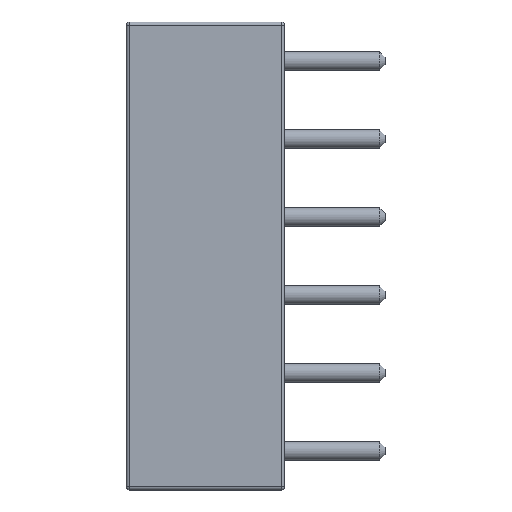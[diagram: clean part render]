
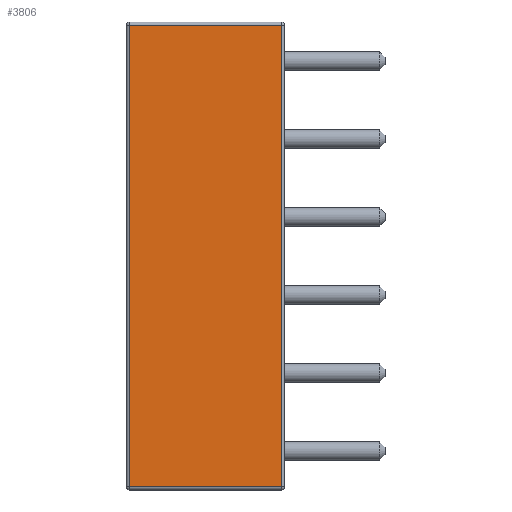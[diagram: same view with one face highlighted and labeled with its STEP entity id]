
A CAD part, left-side view. The second image highlights one B-rep face of the part: STEP entity #3806.
In plain terms, the highlighted planar face has unit normal (-1, 0, 0).
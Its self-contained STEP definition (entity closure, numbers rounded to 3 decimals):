
#199=PLANE('',#4126);
#415=FACE_OUTER_BOUND('',#651,.T.);
#651=EDGE_LOOP('',(#2987,#2988,#2989,#2990));
#833=LINE('',#5516,#1185);
#961=LINE('',#6156,#1313);
#963=LINE('',#6159,#1315);
#967=LINE('',#6166,#1319);
#1185=VECTOR('',#4370,10.);
#1313=VECTOR('',#4808,10.);
#1315=VECTOR('',#4812,10.);
#1319=VECTOR('',#4822,10.);
#1702=VERTEX_POINT('',#5510);
#1704=VERTEX_POINT('',#5514);
#1850=VERTEX_POINT('',#6134);
#1855=VERTEX_POINT('',#6149);
#2049=EDGE_CURVE('',#1704,#1702,#833,.T.);
#2278=EDGE_CURVE('',#1850,#1855,#961,.T.);
#2280=EDGE_CURVE('',#1855,#1704,#963,.T.);
#2284=EDGE_CURVE('',#1702,#1850,#967,.T.);
#2987=ORIENTED_EDGE('',*,*,#2049,.F.);
#2988=ORIENTED_EDGE('',*,*,#2280,.F.);
#2989=ORIENTED_EDGE('',*,*,#2278,.F.);
#2990=ORIENTED_EDGE('',*,*,#2284,.F.);
#3806=ADVANCED_FACE('',(#415),#199,.F.);
#4126=AXIS2_PLACEMENT_3D('',#6175,#4835,#4836);
#4370=DIRECTION('',(0.,1.,0.));
#4808=DIRECTION('',(0.,-1.,0.));
#4812=DIRECTION('',(0.,0.,-1.));
#4822=DIRECTION('',(0.,0.,1.));
#4835=DIRECTION('center_axis',(1.,0.,0.));
#4836=DIRECTION('ref_axis',(0.,-1.,0.));
#5510=CARTESIAN_POINT('',(-5.08,5.06,-15.14));
#5514=CARTESIAN_POINT('',(-5.08,0.1,-15.14));
#5516=CARTESIAN_POINT('',(-5.08,3.87,-15.14));
#6134=CARTESIAN_POINT('',(-5.08,5.06,-0.1));
#6149=CARTESIAN_POINT('',(-5.08,0.1,-0.1));
#6156=CARTESIAN_POINT('',(-5.08,3.87,-0.1));
#6159=CARTESIAN_POINT('',(-5.08,0.1,0.));
#6166=CARTESIAN_POINT('',(-5.08,5.06,0.));
#6175=CARTESIAN_POINT('Origin',(-5.08,5.16,0.));
